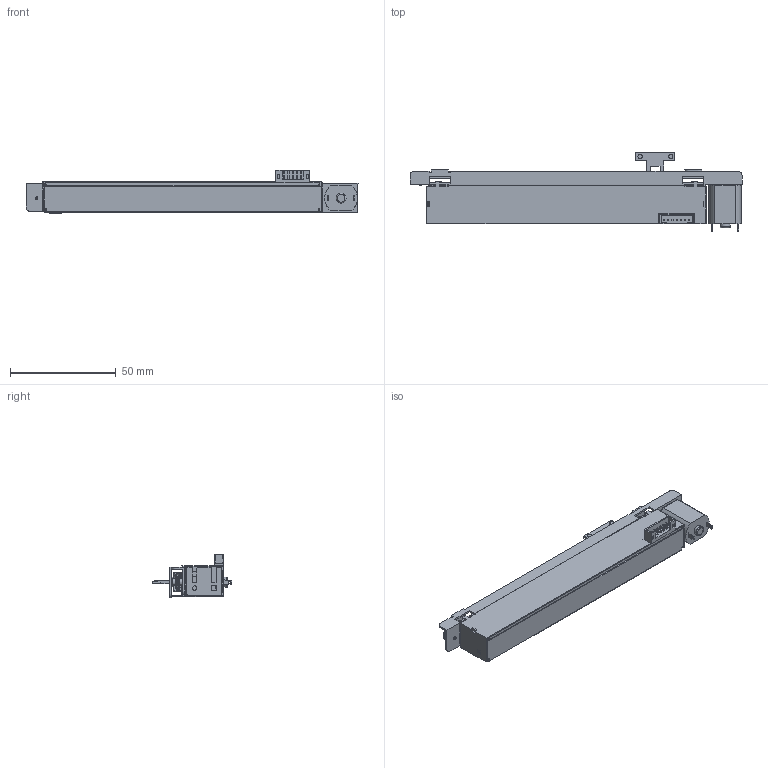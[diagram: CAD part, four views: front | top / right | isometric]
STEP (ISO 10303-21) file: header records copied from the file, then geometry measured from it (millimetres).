
FILE_DESCRIPTION((''),'2;1');
FILE_NAME('PSL01-2_3_082A-RC','2017-10-13T13:45:37',('kak13012'),(''),'Autodesk Inventor 2010','Autodesk Inventor 2010','');
FILE_SCHEMA(('AUTOMOTIVE_DESIGN { 1 0 10303 214 1 1 1 1 }'));
Length unit declared in the file: millimetre
Products named in the file (1): PSL01-2_3_082A-RC
Bounding box: 157 x 37.51 x 20.59 mm (x, y, z)
Volume: 41619.4 mm3; surface area: 21838.8 mm2
Topology: 1 solids, 23 shells, 2719 faces, 7919 edges, 5224 vertices
Faces by surface type: plane 1581, cylinder 1103, cone 19, torus 8, bspline 6, sphere 2
Full cylindrical faces by diameter (mm): 0.5 x1, 0.6 x1, 1.2 x3, 1.4 x1, 1.42 x1, 1.45 x1, 1.5 x1, 1.55 x1, 1.9 x2, 2 x8, 2.8 x1, 2.97 x4, 3 x8, 3.5 x1, 4 x1, 4.6 x2, 4.7 x2, 4.9 x1, 6 x2, 7.6 x2
Entity records: 92909 total; most frequent: CARTESIAN_POINT 16390, ORIENTED_EDGE 15692, DIRECTION 15502, EDGE_CURVE 7846, VECTOR 5556, LINE 5556, VERTEX_POINT 5214, AXIS2_PLACEMENT_3D 4973
